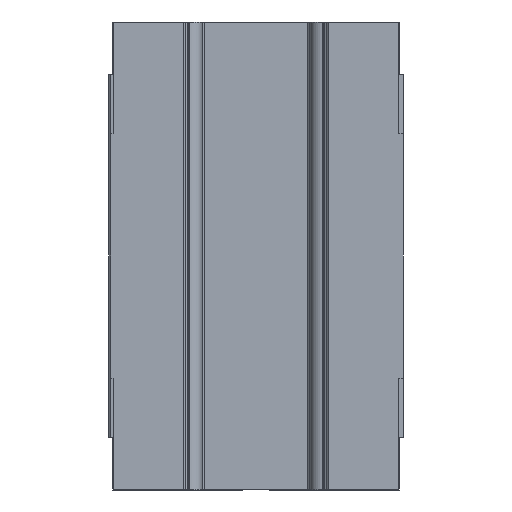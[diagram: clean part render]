
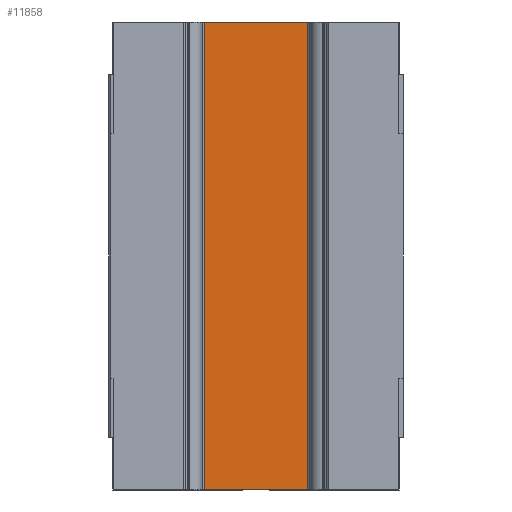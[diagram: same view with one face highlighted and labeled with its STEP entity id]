
A CAD part, front view. The second image highlights one B-rep face of the part: STEP entity #11858.
In plain terms, the highlighted planar face has unit normal (0, -1, 0).
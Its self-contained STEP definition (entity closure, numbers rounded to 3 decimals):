
#135 = EDGE_CURVE ( 'NONE', #1295, #1265, #9273, .T. ) ;
#137 = EDGE_CURVE ( 'NONE', #1243, #1221, #9281, .T. ) ;
#256 = CARTESIAN_POINT ( 'NONE',  ( -15.6, 18.7, 55.55 ) ) ;
#278 = CARTESIAN_POINT ( 'NONE',  ( 15.6, 18.7, -55.55 ) ) ;
#301 = CARTESIAN_POINT ( 'NONE',  ( 15.6, 18.7, 55.55 ) ) ;
#509 = DIRECTION ( 'NONE',  ( 0., 0., 1. ) ) ;
#512 = CARTESIAN_POINT ( 'NONE',  ( 15.6, 18.7, -55.6 ) ) ;
#513 = DIRECTION ( 'NONE',  ( 0., 0., 1. ) ) ;
#514 = CARTESIAN_POINT ( 'NONE',  ( -15.6, 18.7, -55.6 ) ) ;
#1221 = VERTEX_POINT ( 'NONE', #301 ) ;
#1243 = VERTEX_POINT ( 'NONE', #278 ) ;
#1265 = VERTEX_POINT ( 'NONE', #256 ) ;
#1295 = VERTEX_POINT ( 'NONE', #3644 ) ;
#1885 = CARTESIAN_POINT ( 'NONE',  ( 15.6, 18.7, 55.55 ) ) ;
#2804 = DIRECTION ( 'NONE',  ( -1., 0., 0. ) ) ;
#3644 = CARTESIAN_POINT ( 'NONE',  ( -15.6, 18.7, -55.55 ) ) ;
#5166 = DIRECTION ( 'NONE',  ( 0., 0., 1. ) ) ;
#5167 = DIRECTION ( 'NONE',  ( 0., 1., 0. ) ) ;
#5169 = PLANE ( 'NONE',  #17882 ) ;
#5170 = CARTESIAN_POINT ( 'NONE',  ( 15.6, 18.7, -55.6 ) ) ;
#9269 = VECTOR ( 'NONE', #509, 1000. ) ;
#9272 = VECTOR ( 'NONE', #513, 1000. ) ;
#9273 = LINE ( 'NONE', #514, #9272 ) ;
#9281 = LINE ( 'NONE', #512, #9269 ) ;
#11858 = ADVANCED_FACE ( 'NONE', ( #16169 ), #5169, .F. ) ;
#13771 = DIRECTION ( 'NONE',  ( -1., 0., 0. ) ) ;
#13773 = CARTESIAN_POINT ( 'NONE',  ( 34., 18.7, -55.55 ) ) ;
#15097 = LINE ( 'NONE', #1885, #15100 ) ;
#15100 = VECTOR ( 'NONE', #2804, 1000. ) ;
#15537 = LINE ( 'NONE', #13773, #15538 ) ;
#15538 = VECTOR ( 'NONE', #13771, 1000. ) ;
#15851 = EDGE_CURVE ( 'NONE', #1221, #1265, #15097, .T. ) ;
#16169 = FACE_OUTER_BOUND ( 'NONE', #16887, .T. ) ;
#16887 = EDGE_LOOP ( 'NONE', ( #18446, #18445, #18444, #18443 ) ) ;
#17882 = AXIS2_PLACEMENT_3D ( 'NONE', #5170, #5167, #5166 ) ;
#17947 = EDGE_CURVE ( 'NONE', #1243, #1295, #15537, .T. ) ;
#18443 = ORIENTED_EDGE ( 'NONE', *, *, #17947, .F. ) ;
#18444 = ORIENTED_EDGE ( 'NONE', *, *, #135, .F. ) ;
#18445 = ORIENTED_EDGE ( 'NONE', *, *, #15851, .T. ) ;
#18446 = ORIENTED_EDGE ( 'NONE', *, *, #137, .T. ) ;
